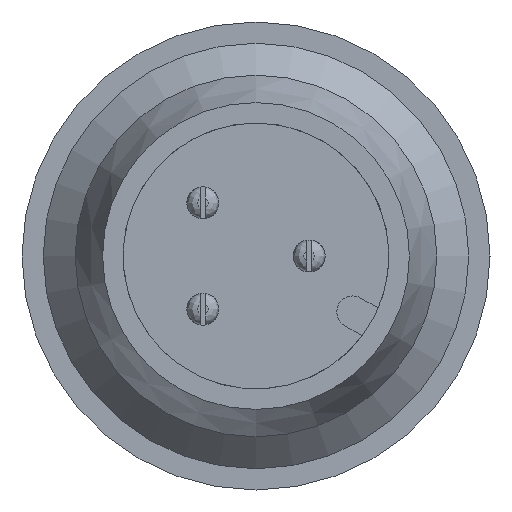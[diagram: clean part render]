
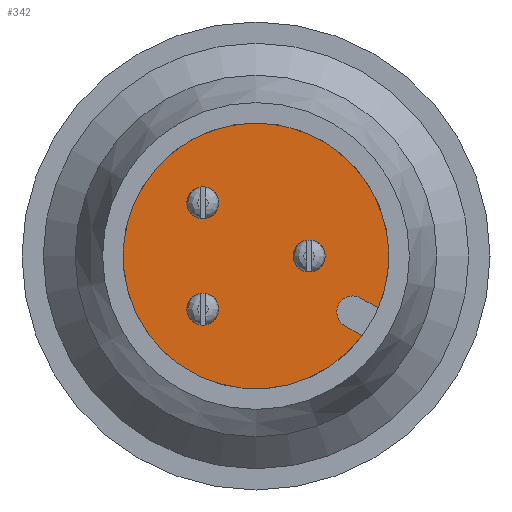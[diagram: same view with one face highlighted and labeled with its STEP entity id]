
A CAD part, left-side view. The second image highlights one B-rep face of the part: STEP entity #342.
In plain terms, the highlighted face is planar.
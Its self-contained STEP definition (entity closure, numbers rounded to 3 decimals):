
#342 = ADVANCED_FACE( '', ( #731, #732, #733, #734 ), #735, .T. );
#731 = FACE_BOUND( '', #1241, .T. );
#732 = FACE_BOUND( '', #1242, .T. );
#733 = FACE_BOUND( '', #1243, .T. );
#734 = FACE_OUTER_BOUND( '', #1244, .T. );
#735 = PLANE( '', #1245 );
#1241 = EDGE_LOOP( '', ( #2893 ) );
#1242 = EDGE_LOOP( '', ( #2894 ) );
#1243 = EDGE_LOOP( '', ( #2895 ) );
#1244 = EDGE_LOOP( '', ( #2896, #2897, #2898, #2899 ) );
#1245 = AXIS2_PLACEMENT_3D( '', #2900, #2901, #2902 );
#2893 = ORIENTED_EDGE( '', *, *, #3613, .T. );
#2894 = ORIENTED_EDGE( '', *, *, #3607, .T. );
#2895 = ORIENTED_EDGE( '', *, *, #3612, .T. );
#2896 = ORIENTED_EDGE( '', *, *, #3614, .T. );
#2897 = ORIENTED_EDGE( '', *, *, #3615, .T. );
#2898 = ORIENTED_EDGE( '', *, *, #3616, .T. );
#2899 = ORIENTED_EDGE( '', *, *, #3617, .F. );
#2900 = CARTESIAN_POINT( '', ( 33., 0., 0. ) );
#2901 = DIRECTION( '', ( 1., 0., 0. ) );
#2902 = DIRECTION( '', ( 0., 0., -1. ) );
#3607 = EDGE_CURVE( '', #4494, #4494, #4495, .F. );
#3612 = EDGE_CURVE( '', #4500, #4500, #4501, .F. );
#3613 = EDGE_CURVE( '', #4502, #4502, #4503, .F. );
#3614 = EDGE_CURVE( '', #4504, #4505, #4506, .T. );
#3615 = EDGE_CURVE( '', #4505, #4507, #4508, .T. );
#3616 = EDGE_CURVE( '', #4507, #4509, #4510, .T. );
#3617 = EDGE_CURVE( '', #4504, #4509, #4511, .T. );
#4494 = VERTEX_POINT( '', #5958 );
#4495 = CIRCLE( '', #5959, 0.3 );
#4500 = VERTEX_POINT( '', #5964 );
#4501 = CIRCLE( '', #5965, 0.3 );
#4502 = VERTEX_POINT( '', #5966 );
#4503 = CIRCLE( '', #5967, 0.3 );
#4504 = VERTEX_POINT( '', #5968 );
#4505 = VERTEX_POINT( '', #5969 );
#4506 = LINE( '', #5970, #5971 );
#4507 = VERTEX_POINT( '', #5972 );
#4508 = CIRCLE( '', #5973, 2.5 );
#4509 = VERTEX_POINT( '', #5974 );
#4510 = LINE( '', #5975, #5976 );
#4511 = CIRCLE( '', #5977, 0.3 );
#5958 = CARTESIAN_POINT( '', ( 33., -1., -1.3 ) );
#5959 = AXIS2_PLACEMENT_3D( '', #6746, #6747, #6748 );
#5964 = CARTESIAN_POINT( '', ( 33., -1., 0.7 ) );
#5965 = AXIS2_PLACEMENT_3D( '', #6761, #6762, #6763 );
#5966 = CARTESIAN_POINT( '', ( 33., 1., -0.3 ) );
#5967 = AXIS2_PLACEMENT_3D( '', #6764, #6765, #6766 );
#5968 = CARTESIAN_POINT( '', ( 33., 1.969, -0.79 ) );
#5969 = CARTESIAN_POINT( '', ( 33., 2.299, -0.981 ) );
#5970 = CARTESIAN_POINT( '', ( 33., 1.969, -0.79 ) );
#5971 = VECTOR( '', #6767, 1000. );
#5972 = CARTESIAN_POINT( '', ( 33., 1.999, -1.501 ) );
#5973 = AXIS2_PLACEMENT_3D( '', #6768, #6769, #6770 );
#5974 = CARTESIAN_POINT( '', ( 33., 1.669, -1.31 ) );
#5975 = CARTESIAN_POINT( '', ( 33., 1.999, -1.501 ) );
#5976 = VECTOR( '', #6771, 1000. );
#5977 = AXIS2_PLACEMENT_3D( '', #6772, #6773, #6774 );
#6746 = CARTESIAN_POINT( '', ( 33., -1., -1. ) );
#6747 = DIRECTION( '', ( 1., 0., 0. ) );
#6748 = DIRECTION( '', ( 0., 0., -1. ) );
#6761 = CARTESIAN_POINT( '', ( 33., -1., 1. ) );
#6762 = DIRECTION( '', ( 1., 0., 0. ) );
#6763 = DIRECTION( '', ( 0., 0., -1. ) );
#6764 = CARTESIAN_POINT( '', ( 33., 1., 0. ) );
#6765 = DIRECTION( '', ( 1., 0., 0. ) );
#6766 = DIRECTION( '', ( 0., 0., -1. ) );
#6767 = DIRECTION( '', ( 0., 0.866, -0.5 ) );
#6768 = CARTESIAN_POINT( '', ( 33., 0., 0. ) );
#6769 = DIRECTION( '', ( 1., 0., 0. ) );
#6770 = DIRECTION( '', ( 0., 0., -1. ) );
#6771 = DIRECTION( '', ( 0., -0.866, 0.5 ) );
#6772 = CARTESIAN_POINT( '', ( 33., 1.819, -1.05 ) );
#6773 = DIRECTION( '', ( 1., 0., 0. ) );
#6774 = DIRECTION( '', ( 0., 0., -1. ) );
